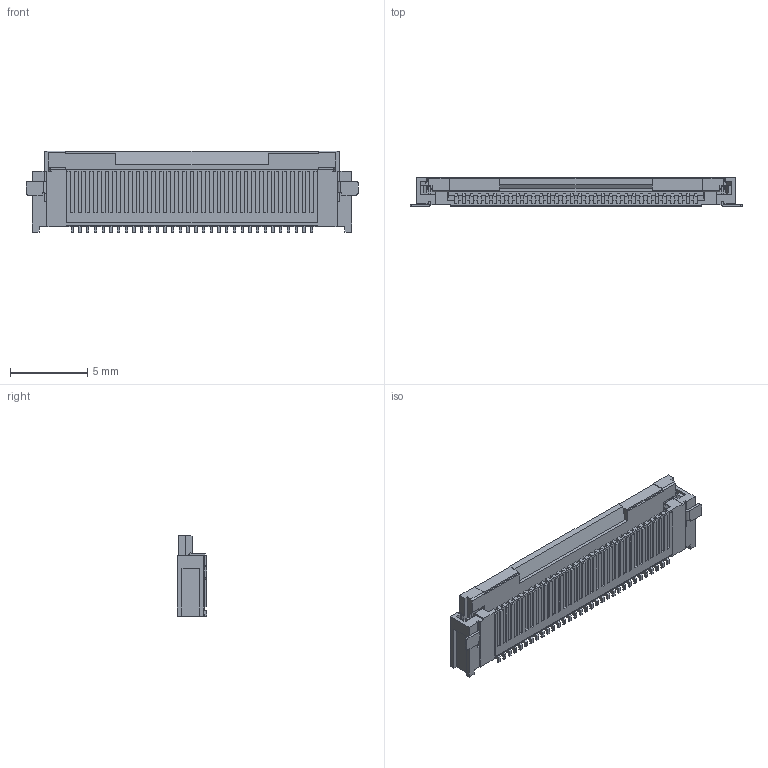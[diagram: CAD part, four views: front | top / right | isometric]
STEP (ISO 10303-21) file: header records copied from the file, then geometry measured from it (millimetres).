
FILE_DESCRIPTION((''),'2;1');
FILE_NAME('5051103291','2019-06-14T',('gga'),(''),'PRO/ENGINEER BY PARAMETRIC TECHNOLOGY CORPORATION, 2016010','PRO/ENGINEER BY PARAMETRIC TECHNOLOGY CORPORATION, 2016010','');
FILE_SCHEMA(('CONFIG_CONTROL_DESIGN'));
Length unit declared in the file: millimetre
Products named in the file (1): 5051103291
Bounding box: 21.5 x 1.9 x 5.3 mm (x, y, z)
Volume: 124.1 mm3; surface area: 531.2 mm2
Topology: 1 solids, 1 shells, 1648 faces, 5244 edges, 3534 vertices
Faces by surface type: plane 1559, cylinder 89
Entity records: 56905 total; most frequent: CARTESIAN_POINT 10307, ORIENTED_EDGE 10216, DIRECTION 8784, EDGE_CURVE 5108, VECTOR 4998, LINE 4998, VERTEX_POINT 3398, AXIS2_PLACEMENT_3D 1893
